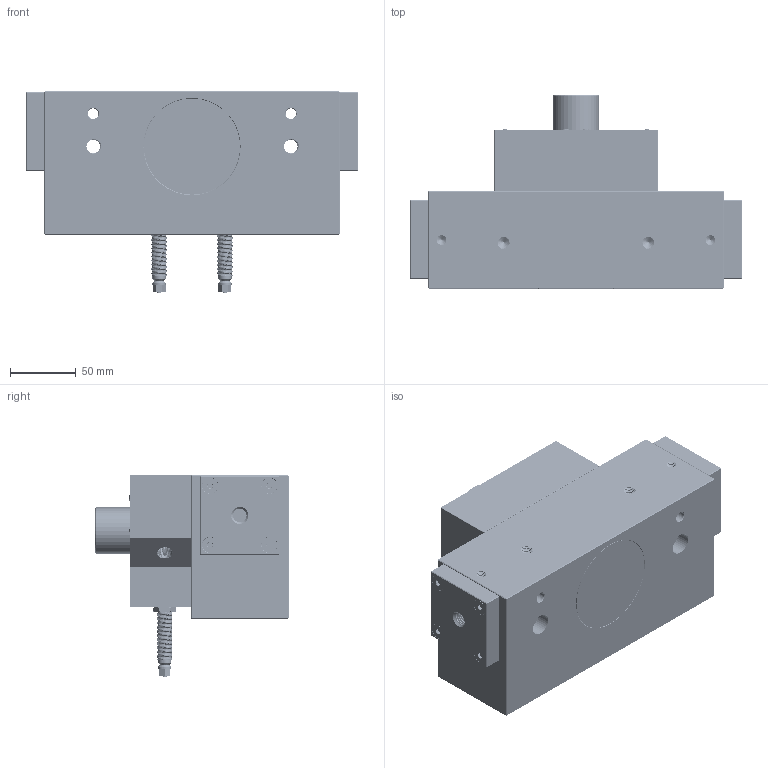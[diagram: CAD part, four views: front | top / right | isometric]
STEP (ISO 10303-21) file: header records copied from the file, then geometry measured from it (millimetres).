
FILE_DESCRIPTION(/* description */ (''),/* implementation_level */ '2;1');
FILE_NAME(/* name */ 'de44a3dd-28c2-4d31-b80f-b237c65021cb.stp',/* time_stamp */ '2022-05-14T18:23:19Z',/* author */ (''),/* organization */ (''),/* preprocessor_version */ 'ST-DEVELOPER v19',/* originating_system */ 'Autodesk Translation Framework v11.7.0.108',/* authorisation */ '');
FILE_SCHEMA (('AUTOMOTIVE_DESIGN { 1 0 10303 214 3 1 1 }'));
Products named in the file (13): MD 51/180 B; Body_part_1; Body_part_2; Body_part_3; Socket_head_screw_M6; Rod; Pin_6; Pin_8; Flat_head_screw_M6; AS 12/80; AS 12/80_1; Hex_nut_M12; Screw_M12
Assembly tree (20 placements, depth 3):
  MD 51/180 B
    Body_part_1
    Body_part_2  x2
    Body_part_3
    Flat_head_screw_M6  x4
    Socket_head_screw_M6  x2
    Pin_6  x2
    Rod
    Pin_8
    AS 12/80
      Hex_nut_M12
      Screw_M12
    AS 12/80_1
      Hex_nut_M12
      Screw_M12
Bounding box: 252 x 146.5 x 153 mm (x, y, z)
Volume: 2386828.6 mm3; surface area: 263447.8 mm2
Topology: 23 solids, 23 shells, 2290 faces, 6312 edges, 4098 vertices
Faces by surface type: cylinder 1623, plane 332, cone 166, bspline 161, sphere 8
Full cylindrical faces by diameter (mm): 3 x2, 4.701 x88, 5.026 x50, 5.035 x40, 6 x148, 6.147 x24, 6.779 x58, 8 x8, 8.17 x28, 8.526 x38, 9 x2, 10 x6, 10.198 x38, 10.274 x70, 10.741 x48, 11 x2, 11.035 x92, 11.884 x94, 12 x8, 12.152 x90, 12.226 x44, 12.227 x30, 16.5 x4, 35 x1, 73 x3
Entity records: 138656 total; most frequent: CARTESIAN_POINT 104082, ORIENTED_EDGE 8628, DIRECTION 4805, EDGE_CURVE 4314, VERTEX_POINT 2819, B_SPLINE_CURVE_WITH_KNOTS 2633, AXIS2_PLACEMENT_3D 1738, EDGE_LOOP 1615
